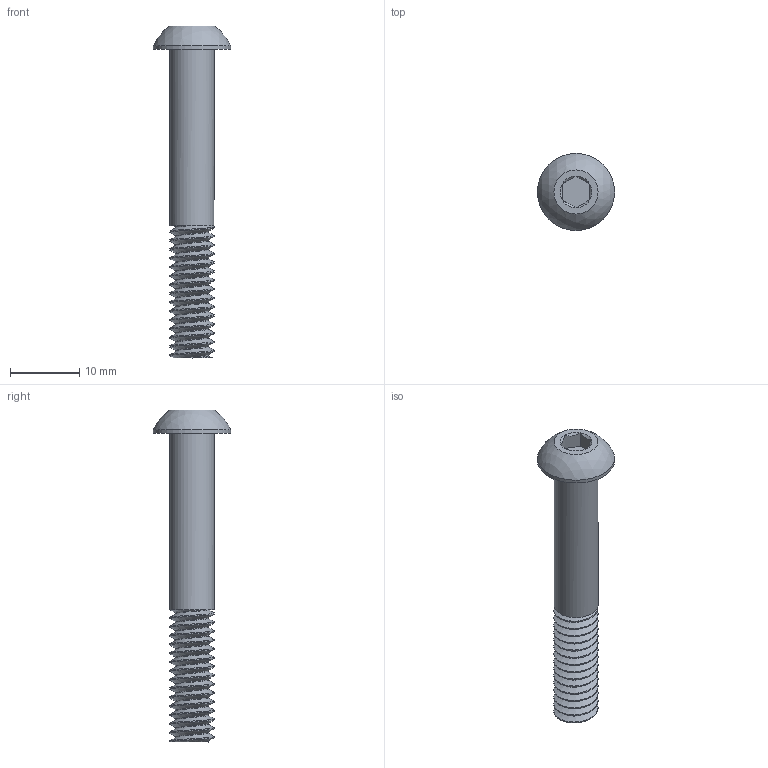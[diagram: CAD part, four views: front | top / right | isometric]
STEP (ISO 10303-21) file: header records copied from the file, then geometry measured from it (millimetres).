
FILE_DESCRIPTION(/* description */ (''),/* implementation_level */ '2;1');
FILE_NAME(/* name */ 'HW-00505_3.stp',/* time_stamp */ '2017-01-08T14:07:43-05:00',/* author */ ('jeff1'),/* organization */ (''),/* preprocessor_version */ 'ST-DEVELOPER v16.5',/* originating_system */ 'Autodesk Inventor 2017',/* authorisation */ '');
FILE_SCHEMA (('AUTOMOTIVE_DESIGN { 1 0 10303 214 3 1 1 }'));
Length unit declared in the file: inch
Products named in the file (1): HW-00505_3
Bounding box: 11.1 x 11.1 x 47.8 mm (x, y, z)
Volume: 1479.5 mm3; surface area: 1370.7 mm2
Topology: 1 solids, 1 shells, 38 faces, 87 edges, 54 vertices
Faces by surface type: cylinder 17, plane 11, cone 6, bspline 3, sphere 1
Full cylindrical faces by diameter (mm): 6.35 x15, 11.1 x1
Entity records: 15155 total; most frequent: CARTESIAN_POINT 14706, ORIENTED_EDGE 84, DIRECTION 78, EDGE_CURVE 42, AXIS2_PLACEMENT_3D 33, EDGE_LOOP 28, VERTEX_POINT 26, FACE_OUTER_BOUND 23
